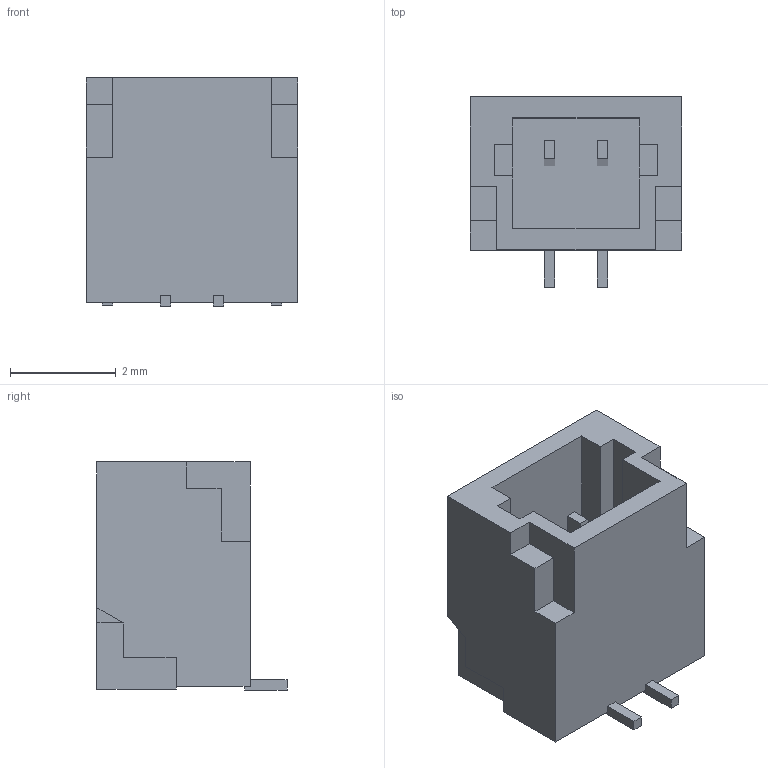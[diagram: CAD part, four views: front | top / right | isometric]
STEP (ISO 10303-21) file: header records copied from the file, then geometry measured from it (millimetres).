
FILE_DESCRIPTION((''),'2;1');
FILE_NAME('JST_BM02B-SRSS-TB(LF)(SN).stp','2012-10-29T14:54:43',(''),(''),'Mechanical Desktop 2011','Mechanical Desktop 2011',', , ');
FILE_SCHEMA(('AUTOMOTIVE_DESIGN { 1 2 10303 214 1 1 1 1 }'));
Length unit declared in the file: millimetre
Products named in the file (1): Product
Bounding box: 4 x 3.6 x 4.32 mm (x, y, z)
Volume: 31.6 mm3; surface area: 125.1 mm2
Topology: 7 solids, 7 shells, 83 faces, 204 edges, 136 vertices
Faces by surface type: plane 83
Entity records: 2444 total; most frequent: CARTESIAN_POINT 424, ORIENTED_EDGE 408, DIRECTION 372, VECTOR 204, LINE 204, EDGE_CURVE 204, VERTEX_POINT 136, AXIS2_PLACEMENT_3D 84
